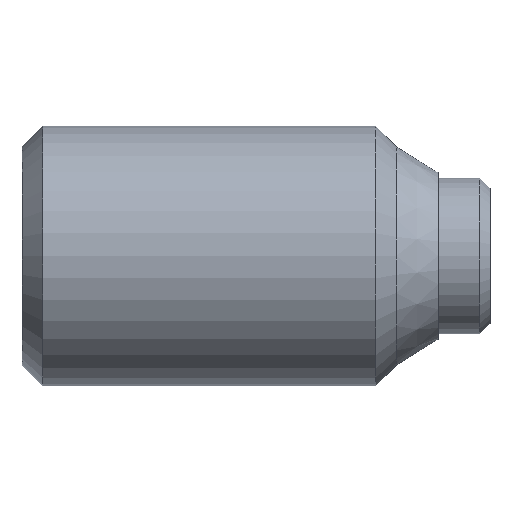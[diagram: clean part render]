
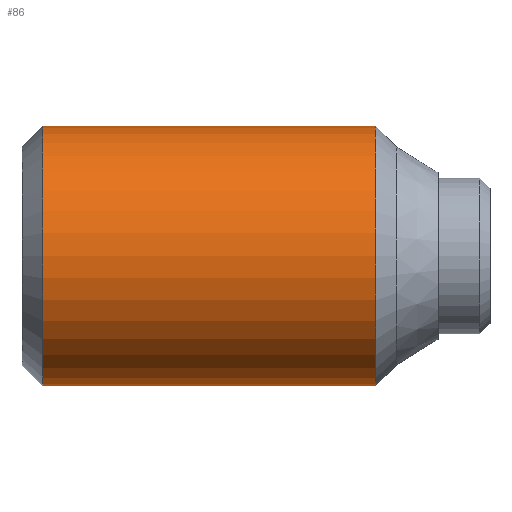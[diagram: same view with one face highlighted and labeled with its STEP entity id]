
A CAD part, top view. The second image highlights one B-rep face of the part: STEP entity #86.
In plain terms, the highlighted cylindrical face has radius 2.5 mm (diameter 5 mm), a partial arc.
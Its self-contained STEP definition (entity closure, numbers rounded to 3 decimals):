
#86=ADVANCED_FACE('',(#170),#171,.T.);
#170=FACE_OUTER_BOUND('',#249,.T.);
#171=CYLINDRICAL_SURFACE('',#250,2.5);
#249=EDGE_LOOP('',(#418,#419,#420,#421));
#250=AXIS2_PLACEMENT_3D('',#422,#423,#424);
#418=ORIENTED_EDGE('',*,*,#469,.T.);
#419=ORIENTED_EDGE('',*,*,#524,.F.);
#420=ORIENTED_EDGE('',*,*,#471,.T.);
#421=ORIENTED_EDGE('',*,*,#522,.T.);
#422=CARTESIAN_POINT('',(-5.4,0.,0.));
#423=DIRECTION('',(-1.0,0.,0.));
#424=DIRECTION('',(0.,1.0,0.));
#469=EDGE_CURVE('',#553,#544,#554,.T.);
#471=EDGE_CURVE('',#547,#555,#557,.T.);
#522=EDGE_CURVE('',#555,#553,#627,.T.);
#524=EDGE_CURVE('',#547,#544,#629,.T.);
#544=VERTEX_POINT('',#687);
#547=VERTEX_POINT('',#691);
#553=VERTEX_POINT('',#698);
#554=LINE('',#699,#700);
#555=VERTEX_POINT('',#701);
#557=LINE('',#703,#704);
#627=CIRCLE('',#830,2.5);
#629=CIRCLE('',#832,2.5);
#687=CARTESIAN_POINT('',(-8.6,2.5,0.));
#691=CARTESIAN_POINT('',(-8.6,-2.5,0.));
#698=CARTESIAN_POINT('',(-2.2,2.5,0.));
#699=CARTESIAN_POINT('',(-5.4,2.5,0.));
#700=VECTOR('',#848,1.0);
#701=CARTESIAN_POINT('',(-2.2,-2.5,0.));
#703=CARTESIAN_POINT('',(-5.4,-2.5,0.));
#704=VECTOR('',#852,1.0);
#830=AXIS2_PLACEMENT_3D('',#903,#904,#905);
#832=AXIS2_PLACEMENT_3D('',#906,#907,#908);
#848=DIRECTION('',(-1.0,0.,0.));
#852=DIRECTION('',(1.0,0.,0.));
#903=CARTESIAN_POINT('',(-2.2,0.,0.));
#904=DIRECTION('',(-1.0,0.,0.));
#905=DIRECTION('',(0.,1.0,0.));
#906=CARTESIAN_POINT('',(-8.6,0.,0.));
#907=DIRECTION('',(-1.0,0.,0.));
#908=DIRECTION('',(0.,1.0,0.));
